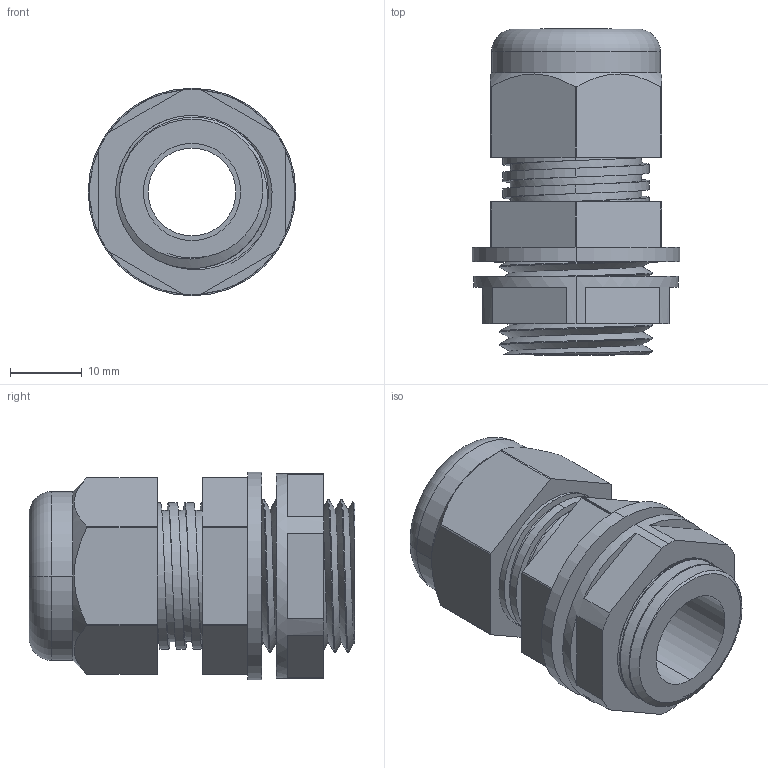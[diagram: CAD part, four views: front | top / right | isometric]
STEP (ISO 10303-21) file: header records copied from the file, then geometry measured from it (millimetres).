
FILE_DESCRIPTION (( 'STEP AP214' ), '1' );
FILE_NAME ('BSPBX-22-W.STEP', '2016-09-06T19:07:05', ( '' ), ( '' ), 'SwSTEP 2.0', 'SolidWorks 2016', '' );
FILE_SCHEMA (( 'AUTOMOTIVE_DESIGN' ));
Length unit declared in the file: inch
Products named in the file (1): BSPBX-22-W
Bounding box: 28.96 x 45.47 x 28.96 mm (x, y, z)
Volume: 13670.7 mm3; surface area: 14651.2 mm2
Topology: 5 solids, 5 shells, 274 faces, 728 edges, 466 vertices
Faces by surface type: plane 129, cylinder 119, bspline 11, cone 9, torus 6
Entity records: 13222 total; most frequent: CARTESIAN_POINT 6532, ORIENTED_EDGE 1456, DIRECTION 1350, EDGE_CURVE 728, AXIS2_PLACEMENT_3D 496, VERTEX_POINT 466, VECTOR 358, LINE 358
